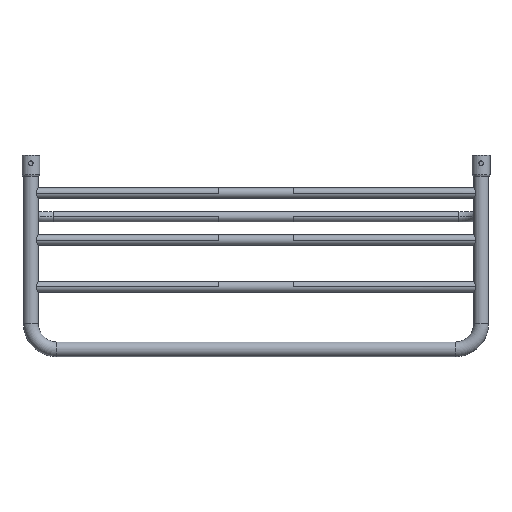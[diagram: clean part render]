
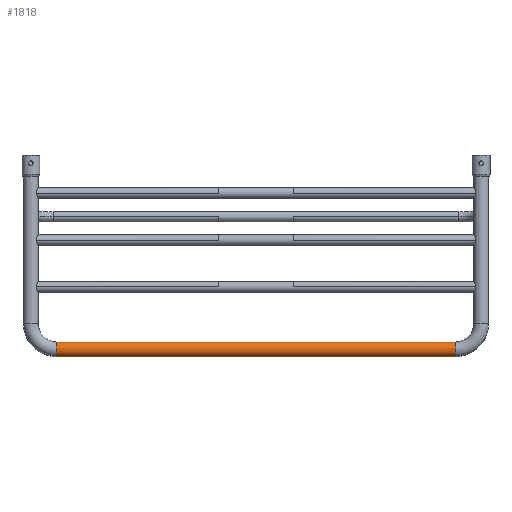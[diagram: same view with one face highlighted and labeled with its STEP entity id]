
A CAD part, top view. The second image highlights one B-rep face of the part: STEP entity #1818.
In plain terms, the highlighted cylindrical face has radius 9.995 mm (diameter 19.99 mm), a partial arc.
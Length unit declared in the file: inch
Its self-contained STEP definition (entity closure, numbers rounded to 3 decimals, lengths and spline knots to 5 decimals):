
#592=CARTESIAN_POINT('',(12.6215,-4.97863,1.53513));
#593=DIRECTION('',(-1.,0.,0.));
#594=DIRECTION('',(0.,-1.,0.));
#595=AXIS2_PLACEMENT_3D('',#592,#593,#594);
#602=DIRECTION('',(1.,0.,0.));
#603=VECTOR('',#602,21.243);
#604=CARTESIAN_POINT('',(-8.6215,-5.37213,1.53513));
#605=LINE('',#604,#603);
#606=DIRECTION('',(-1.,0.,0.));
#607=VECTOR('',#606,21.243);
#608=CARTESIAN_POINT('',(12.6215,-4.58513,1.53513));
#609=LINE('',#608,#607);
#635=CARTESIAN_POINT('',(-8.6215,-4.97863,1.53513));
#636=DIRECTION('',(-1.,0.,0.));
#637=DIRECTION('',(0.,-1.,0.));
#638=AXIS2_PLACEMENT_3D('',#635,#636,#637);
#1206=CARTESIAN_POINT('',(-8.6215,-5.37213,1.53513));
#1208=VERTEX_POINT('',#1206);
#1212=CARTESIAN_POINT('',(-8.6215,-4.58513,1.53513));
#1213=VERTEX_POINT('',#1212);
#1285=CARTESIAN_POINT('',(12.6215,-5.37213,1.53513));
#1287=VERTEX_POINT('',#1285);
#1291=CARTESIAN_POINT('',(12.6215,-4.58513,1.53513));
#1292=VERTEX_POINT('',#1291);
#1804=CARTESIAN_POINT('',(-8.6215,-4.97863,1.53513));
#1805=DIRECTION('',(1.,0.,0.));
#1806=DIRECTION('',(0.,1.,0.));
#1807=AXIS2_PLACEMENT_3D('',#1804,#1805,#1806);
#1808=CYLINDRICAL_SURFACE('',#1807,0.3935);
#1810=ORIENTED_EDGE('',*,*,#1809,.F.);
#1811=ORIENTED_EDGE('',*,*,#1797,.F.);
#1813=ORIENTED_EDGE('',*,*,#1812,.F.);
#1815=ORIENTED_EDGE('',*,*,#1814,.T.);
#1816=EDGE_LOOP('',(#1810,#1811,#1813,#1815));
#1817=FACE_OUTER_BOUND('',#1816,.F.);
#1818=ADVANCED_FACE('',(#1817),#1808,.T.);
#596=CIRCLE('',#595,0.3935);
#639=CIRCLE('',#638,0.3935);
#1797=EDGE_CURVE('',#1287,#1292,#596,.T.);
#1809=EDGE_CURVE('',#1292,#1213,#609,.T.);
#1812=EDGE_CURVE('',#1208,#1287,#605,.T.);
#1814=EDGE_CURVE('',#1208,#1213,#639,.T.);
